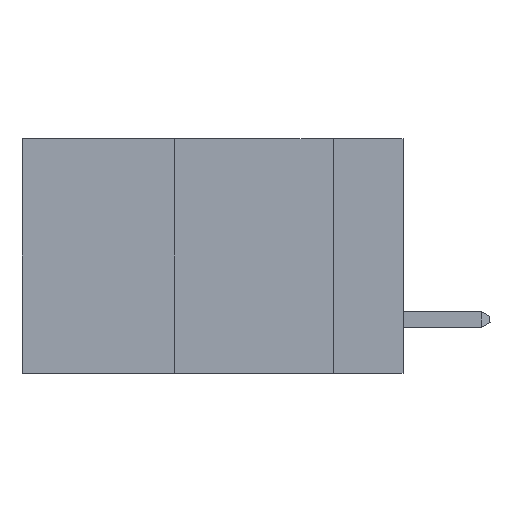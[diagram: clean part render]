
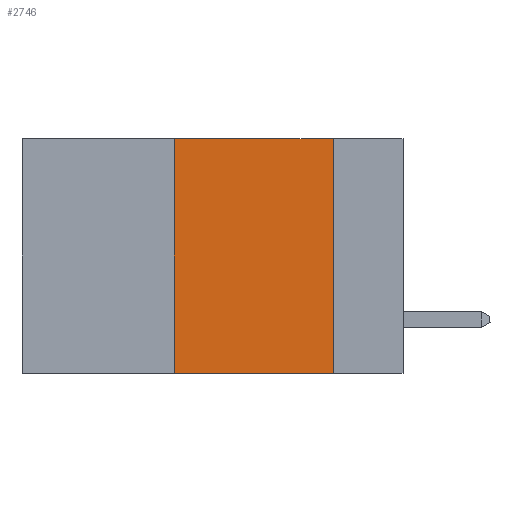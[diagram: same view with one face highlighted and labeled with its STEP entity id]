
A CAD part, left-side view. The second image highlights one B-rep face of the part: STEP entity #2746.
In plain terms, the highlighted planar face has unit normal (-1, 0, 0).
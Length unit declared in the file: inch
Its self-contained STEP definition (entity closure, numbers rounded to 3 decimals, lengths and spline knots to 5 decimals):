
#95 = CARTESIAN_POINT ( 'NONE',  ( 0., 0.6, 0. ) ) ;
#597 = EDGE_LOOP ( 'NONE', ( #13249, #7330, #8901, #13686 ) ) ;
#1292 = CARTESIAN_POINT ( 'NONE',  ( 0., 0.36, 0. ) ) ;
#2316 = VECTOR ( 'NONE', #13087, 39.37008 ) ;
#2746 = ADVANCED_FACE ( 'NONE', ( #5563 ), #6272, .F. ) ;
#3015 = VERTEX_POINT ( 'NONE', #1292 ) ;
#3194 = VERTEX_POINT ( 'NONE', #5135 ) ;
#3717 = LINE ( 'NONE', #7629, #2316 ) ;
#4180 = DIRECTION ( 'NONE',  ( 0., 0., -1. ) ) ;
#4751 = EDGE_CURVE ( 'NONE', #3194, #12647, #13758, .T. ) ;
#5135 = CARTESIAN_POINT ( 'NONE',  ( 0., 0.36, -0.37 ) ) ;
#5563 = FACE_OUTER_BOUND ( 'NONE', #597, .T. ) ;
#5919 = CARTESIAN_POINT ( 'NONE',  ( 0., 0.6, -0.37 ) ) ;
#6272 = PLANE ( 'NONE',  #11586 ) ;
#6456 = VECTOR ( 'NONE', #12198, 39.37008 ) ;
#7330 = ORIENTED_EDGE ( 'NONE', *, *, #10474, .F. ) ;
#7408 = DIRECTION ( 'NONE',  ( 1., 0., 0. ) ) ;
#7629 = CARTESIAN_POINT ( 'NONE',  ( 0., 0.36, 0. ) ) ;
#8339 = VERTEX_POINT ( 'NONE', #8485 ) ;
#8380 = LINE ( 'NONE', #9902, #9952 ) ;
#8485 = CARTESIAN_POINT ( 'NONE',  ( 0., 0.11, 0. ) ) ;
#8901 = ORIENTED_EDGE ( 'NONE', *, *, #9662, .F. ) ;
#9662 = EDGE_CURVE ( 'NONE', #3194, #3015, #3717, .T. ) ;
#9902 = CARTESIAN_POINT ( 'NONE',  ( 0., 0.11, 0. ) ) ;
#9952 = VECTOR ( 'NONE', #11014, 39.37008 ) ;
#10392 = EDGE_CURVE ( 'NONE', #8339, #12647, #8380, .T. ) ;
#10474 = EDGE_CURVE ( 'NONE', #3015, #8339, #12034, .T. ) ;
#11014 = DIRECTION ( 'NONE',  ( 0., 0., -1. ) ) ;
#11586 = AXIS2_PLACEMENT_3D ( 'NONE', #14045, #7408, #4180 ) ;
#11851 = VECTOR ( 'NONE', #13359, 39.37008 ) ;
#12034 = LINE ( 'NONE', #95, #11851 ) ;
#12198 = DIRECTION ( 'NONE',  ( 0., -1., 0. ) ) ;
#12647 = VERTEX_POINT ( 'NONE', #13549 ) ;
#13087 = DIRECTION ( 'NONE',  ( 0., 0., 1. ) ) ;
#13249 = ORIENTED_EDGE ( 'NONE', *, *, #10392, .F. ) ;
#13359 = DIRECTION ( 'NONE',  ( 0., -1., 0. ) ) ;
#13549 = CARTESIAN_POINT ( 'NONE',  ( 0., 0.11, -0.37 ) ) ;
#13686 = ORIENTED_EDGE ( 'NONE', *, *, #4751, .T. ) ;
#13758 = LINE ( 'NONE', #5919, #6456 ) ;
#14045 = CARTESIAN_POINT ( 'NONE',  ( 0., 0.6, 0. ) ) ;
